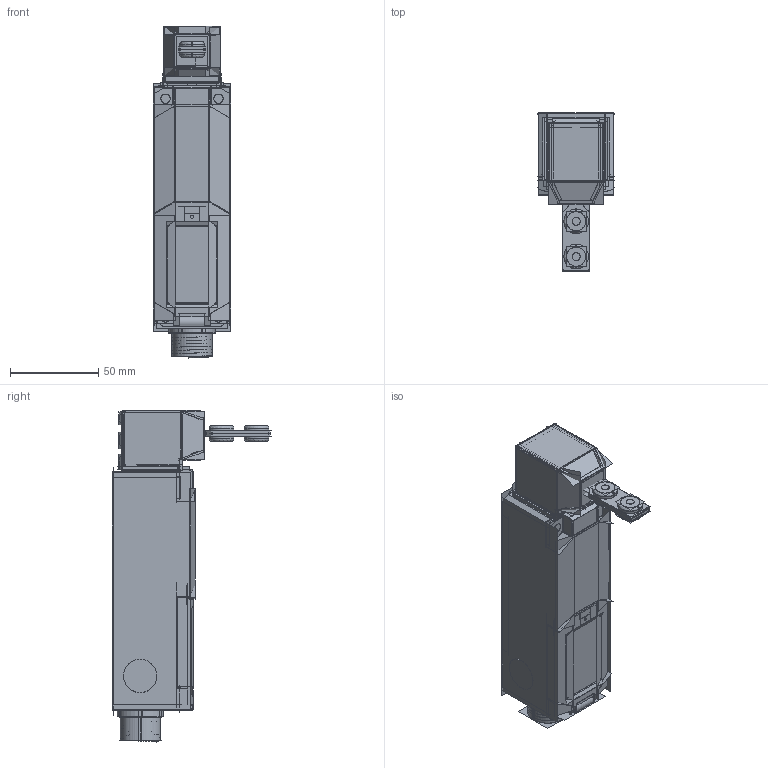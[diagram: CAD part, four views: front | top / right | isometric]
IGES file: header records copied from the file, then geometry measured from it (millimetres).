
Start section:  PTC IGES file: 192572.igs
Global section: file name: 192572.igs; native system: Creo Parametric by Parametric Technology Corporation; preprocessor: 2013230; author: pdmadmin; organization: Unknown; date: 20160120.174319; units: millimetre
Bounding box: 44.2 x 90.47 x 188.2 mm (x, y, z)
Volume: 507055.2 mm3; surface area: 1948123.8 mm2
Topology: 11 solids, 11 shells, 4404 faces, 27877 edges, 38781 vertices
Faces by surface type: bspline 3414, revolution 982, extrusion 8
